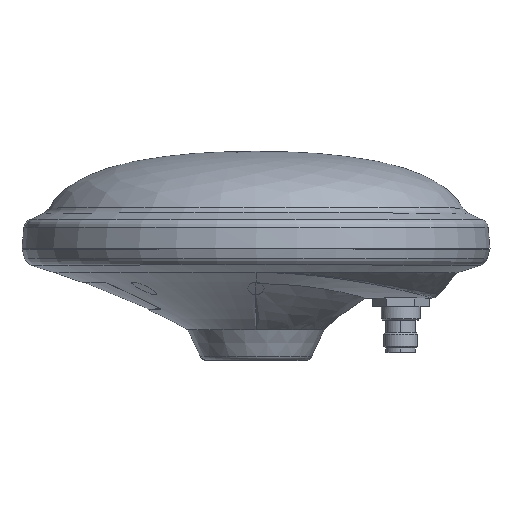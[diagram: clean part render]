
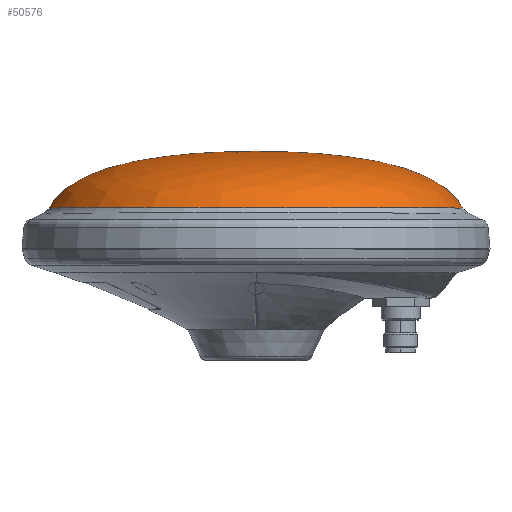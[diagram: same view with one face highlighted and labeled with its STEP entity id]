
A CAD part, top view. The second image highlights one B-rep face of the part: STEP entity #50576.
In plain terms, the highlighted face is a revolution surface.
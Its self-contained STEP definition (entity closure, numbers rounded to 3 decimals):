
#49733=CARTESIAN_POINT('',(0.,13.104,0.));
#49734=DIRECTION('',(0.,-1.,0.));
#49735=DIRECTION('',(1.,0.,0.));
#49736=AXIS2_PLACEMENT_3D('',#49733,#49734,#49735);
#49741=CARTESIAN_POINT('',(0.,13.104,0.));
#49742=DIRECTION('',(0.,-1.,0.));
#49743=DIRECTION('',(1.,0.,0.007));
#49744=AXIS2_PLACEMENT_3D('',#49741,#49742,#49743);
#49749=CARTESIAN_POINT('',(-67.208,13.104,
0.));
#49750=CARTESIAN_POINT('',(-67.016,13.45,
0.));
#49751=CARTESIAN_POINT('',(-66.41,14.459,
0.));
#49752=CARTESIAN_POINT('',(-64.842,16.58,
0.));
#49753=CARTESIAN_POINT('',(-62.258,19.08,
0.));
#49754=CARTESIAN_POINT('',(-58.785,21.496,
0.));
#49755=CARTESIAN_POINT('',(-55.034,23.476,
0.));
#49756=CARTESIAN_POINT('',(-51.067,25.117,
0.));
#49757=CARTESIAN_POINT('',(-45.544,26.937,
0.));
#49758=CARTESIAN_POINT('',(-38.279,28.647,
0.));
#49759=CARTESIAN_POINT('',(-29.144,30.042,0.));
#49760=CARTESIAN_POINT('',(-19.684,30.927,0.));
#49761=CARTESIAN_POINT('',(-9.964,31.406,0.));
#49762=CARTESIAN_POINT('',(-3.341,31.5,0.));
#49763=CARTESIAN_POINT('',(0.,31.5,0.));
#49784=CARTESIAN_POINT('',(67.208,13.104,
0.));
#49785=CARTESIAN_POINT('',(67.016,13.45,
0.));
#49786=CARTESIAN_POINT('',(66.41,14.459,
0.));
#49787=CARTESIAN_POINT('',(64.842,16.58,
0.));
#49788=CARTESIAN_POINT('',(62.258,19.08,
0.));
#49789=CARTESIAN_POINT('',(58.785,21.496,
0.));
#49790=CARTESIAN_POINT('',(55.034,23.476,
0.));
#49791=CARTESIAN_POINT('',(51.067,25.117,
0.));
#49792=CARTESIAN_POINT('',(45.544,26.937,
0.));
#49793=CARTESIAN_POINT('',(38.279,28.647,0.));
#49794=CARTESIAN_POINT('',(29.144,30.042,
0.));
#49795=CARTESIAN_POINT('',(19.684,30.927,0.));
#49796=CARTESIAN_POINT('',(9.964,31.406,0.));
#49797=CARTESIAN_POINT('',(3.341,31.5,0.));
#49798=CARTESIAN_POINT('',(0.,31.5,0.));
#50307=CARTESIAN_POINT('',(67.208,13.104,
0.));
#50308=VERTEX_POINT('',#50307);
#50311=CARTESIAN_POINT('',(-67.208,13.104,
0.));
#50312=VERTEX_POINT('',#50311);
#50315=CARTESIAN_POINT('',(67.207,13.104,
0.476));
#50316=VERTEX_POINT('',#50315);
#50317=VERTEX_POINT('',#49763);
#50547=CARTESIAN_POINT('',(-67.546,12.465,0.));
#50548=CARTESIAN_POINT('',(-67.437,12.683,0.));
#50549=CARTESIAN_POINT('',(-67.136,13.25,0.));
#50550=CARTESIAN_POINT('',(-66.41,14.459,0.));
#50551=CARTESIAN_POINT('',(-64.842,16.58,0.));
#50552=CARTESIAN_POINT('',(-62.258,19.08,0.));
#50553=CARTESIAN_POINT('',(-58.785,21.496,0.));
#50554=CARTESIAN_POINT('',(-55.034,23.476,0.));
#50555=CARTESIAN_POINT('',(-51.067,25.117,0.));
#50556=CARTESIAN_POINT('',(-45.544,26.937,0.));
#50557=CARTESIAN_POINT('',(-38.279,28.647,0.));
#50558=CARTESIAN_POINT('',(-29.144,30.042,0.));
#50559=CARTESIAN_POINT('',(-19.684,30.927,0.));
#50560=CARTESIAN_POINT('',(-9.964,31.406,0.));
#50561=CARTESIAN_POINT('',(-3.341,31.5,0.));
#50562=CARTESIAN_POINT('',(0.,31.5,0.));
#50564=CARTESIAN_POINT('',(0.,0.,0.));
#50565=DIRECTION('',(0.,1.,0.));
#50566=AXIS1_PLACEMENT('',#50564,#50565);
#50567=SURFACE_OF_REVOLUTION('',#50563,#50566);
#50568=ORIENTED_EDGE('',*,*,#50527,.T.);
#50569=ORIENTED_EDGE('',*,*,#50525,.T.);
#50571=ORIENTED_EDGE('',*,*,#50570,.T.);
#50573=ORIENTED_EDGE('',*,*,#50572,.F.);
#50574=EDGE_LOOP('',(#50568,#50569,#50571,#50573));
#50575=FACE_OUTER_BOUND('',#50574,.F.);
#50576=ADVANCED_FACE('',(#50575),#50567,.T.);
#49737=CIRCLE('',#49736,67.208);
#49745=CIRCLE('',#49744,67.208);
#49764=B_SPLINE_CURVE_WITH_KNOTS('',3,(#49749,#49750,#49751,#49752,#49753,
#49754,#49755,#49756,#49757,#49758,#49759,#49760,#49761,#49762,#49763),
.UNSPECIFIED.,.F.,.F.,(4,1,1,1,1,1,1,1,1,1,1,1,4),(0.,0.016,
0.047,0.111,0.174,0.238,
0.301,0.365,0.492,0.619,
0.746,0.873,1.),.UNSPECIFIED.);
#49799=B_SPLINE_CURVE_WITH_KNOTS('',3,(#49784,#49785,#49786,#49787,#49788,
#49789,#49790,#49791,#49792,#49793,#49794,#49795,#49796,#49797,#49798),
.UNSPECIFIED.,.F.,.F.,(4,1,1,1,1,1,1,1,1,1,1,1,4),(0.,0.016,
0.047,0.111,0.174,0.238,
0.301,0.365,0.492,0.619,
0.746,0.873,1.),.UNSPECIFIED.);
#50525=EDGE_CURVE('',#50316,#50312,#49745,.T.);
#50527=EDGE_CURVE('',#50308,#50316,#49737,.T.);
#50563=B_SPLINE_CURVE_WITH_KNOTS('',3,(#50547,#50548,#50549,#50550,#50551,
#50552,#50553,#50554,#50555,#50556,#50557,#50558,#50559,#50560,#50561,#50562),
.UNSPECIFIED.,.F.,.F.,(4,1,1,1,1,1,1,1,1,1,1,1,1,4),(0.,0.009,
0.025,0.056,0.119,0.182,
0.245,0.308,0.371,0.497,
0.623,0.748,0.874,1.),.UNSPECIFIED.);
#50570=EDGE_CURVE('',#50312,#50317,#49764,.T.);
#50572=EDGE_CURVE('',#50308,#50317,#49799,.T.);
